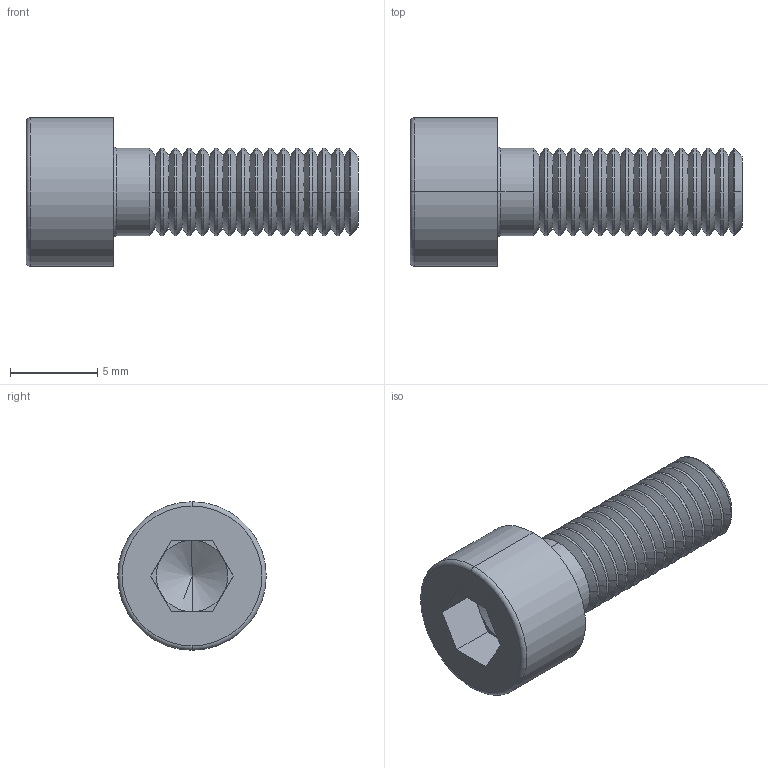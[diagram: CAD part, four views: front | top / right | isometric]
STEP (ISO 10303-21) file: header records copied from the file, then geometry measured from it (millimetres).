
FILE_DESCRIPTION (( 'STEP AP203' ), '1' );
FILE_NAME ('socket head cap screw_quanser iso metric_ISO 4762 M5 x 14 --- 14S_sldprt.STEP', '2016-06-02T17:09:56', ( 'Shusen Zhang' ), ( 'MathWorks' ), 'SwSTEP 2.0', 'SolidWorks 2015', '' );
FILE_SCHEMA (( 'CONFIG_CONTROL_DESIGN' ));
Length unit declared in the file: millimetre
Products named in the file (1): socket head cap screw_quanser iso metric_ISO 4762 M5 x 14 --- 14S_sldprt
Bounding box: 19 x 8.5 x 8.5 mm (x, y, z)
Volume: 484.9 mm3; surface area: 582.1 mm2
Topology: 1 solids, 1 shells, 117 faces, 298 edges, 183 vertices
Faces by surface type: cone 64, cylinder 34, plane 15, torus 4
Entity records: 3637 total; most frequent: DIRECTION 706, CARTESIAN_POINT 597, ORIENTED_EDGE 592, EDGE_CURVE 296, AXIS2_PLACEMENT_3D 292, VERTEX_POINT 183, CIRCLE 174, VECTOR 122
